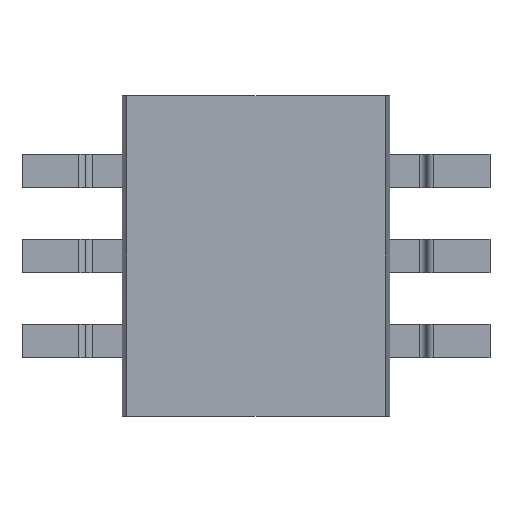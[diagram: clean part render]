
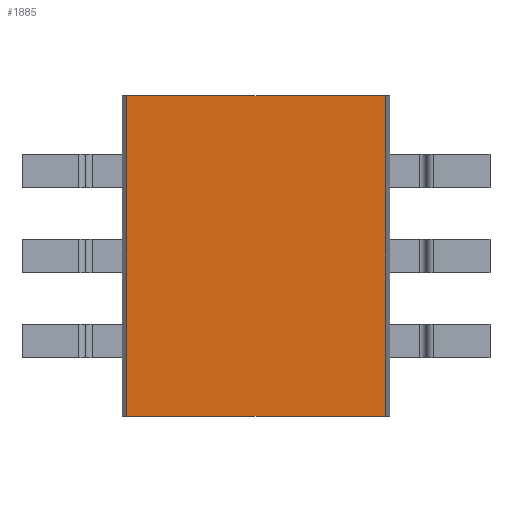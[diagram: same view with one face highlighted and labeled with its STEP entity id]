
A CAD part, front view. The second image highlights one B-rep face of the part: STEP entity #1885.
In plain terms, the highlighted planar face has unit normal (0, -1, 0).
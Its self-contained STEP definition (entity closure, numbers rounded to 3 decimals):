
#107=FACE_OUTER_BOUND('',#212,.T.);
#212=EDGE_LOOP('',(#1242,#1243,#1244,#1245));
#335=LINE('',#2763,#557);
#336=LINE('',#2766,#558);
#337=LINE('',#2768,#559);
#338=LINE('',#2769,#560);
#557=VECTOR('',#2192,10.);
#558=VECTOR('',#2195,10.);
#559=VECTOR('',#2196,10.);
#560=VECTOR('',#2197,10.);
#771=VERTEX_POINT('',#2745);
#779=VERTEX_POINT('',#2761);
#780=VERTEX_POINT('',#2765);
#781=VERTEX_POINT('',#2767);
#959=EDGE_CURVE('',#771,#779,#335,.T.);
#960=EDGE_CURVE('',#779,#780,#336,.T.);
#961=EDGE_CURVE('',#780,#781,#337,.T.);
#962=EDGE_CURVE('',#781,#771,#338,.T.);
#1242=ORIENTED_EDGE('',*,*,#959,.T.);
#1243=ORIENTED_EDGE('',*,*,#960,.T.);
#1244=ORIENTED_EDGE('',*,*,#961,.T.);
#1245=ORIENTED_EDGE('',*,*,#962,.T.);
#1788=PLANE('',#2004);
#1885=ADVANCED_FACE('',(#107),#1788,.F.);
#2004=AXIS2_PLACEMENT_3D('',#2764,#2193,#2194);
#2192=DIRECTION('',(0.,0.,1.));
#2193=DIRECTION('center_axis',(0.,1.,0.));
#2194=DIRECTION('ref_axis',(1.,0.,0.));
#2195=DIRECTION('',(-1.,0.,0.));
#2196=DIRECTION('',(0.,0.,-1.));
#2197=DIRECTION('',(1.,0.,0.));
#2745=CARTESIAN_POINT('',(1.934,0.,-2.4));
#2761=CARTESIAN_POINT('',(1.934,0.,2.4));
#2763=CARTESIAN_POINT('',(1.934,0.,1.2));
#2764=CARTESIAN_POINT('Origin',(-2.75,0.,0.));
#2765=CARTESIAN_POINT('',(-1.934,0.,2.4));
#2766=CARTESIAN_POINT('',(2.,0.,2.4));
#2767=CARTESIAN_POINT('',(-1.934,0.,-2.4));
#2768=CARTESIAN_POINT('',(-1.934,0.,1.2));
#2769=CARTESIAN_POINT('',(-2.,0.,-2.4));
